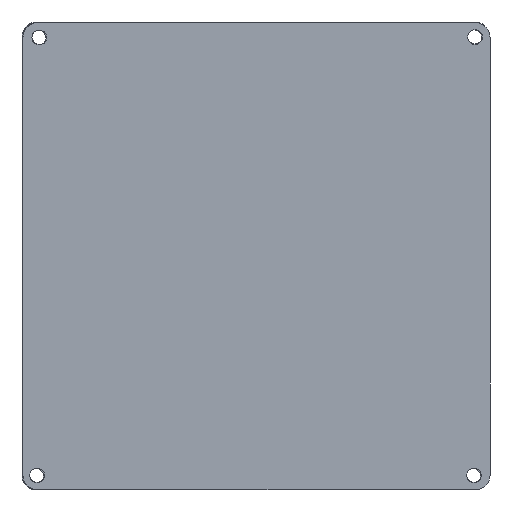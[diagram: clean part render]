
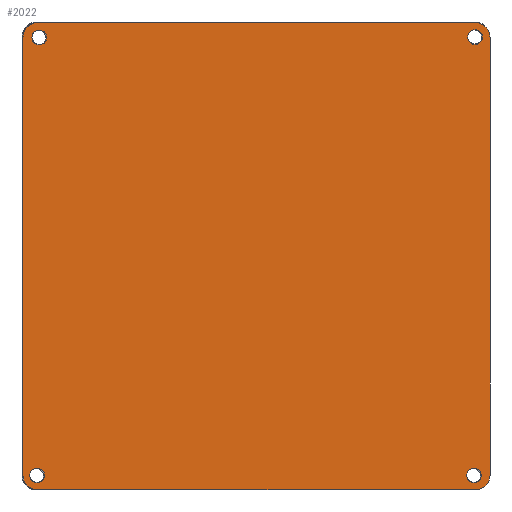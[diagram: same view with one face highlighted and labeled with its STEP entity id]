
A CAD part, left-side view. The second image highlights one B-rep face of the part: STEP entity #2022.
In plain terms, the highlighted planar face has unit normal (-1, 0, 0).
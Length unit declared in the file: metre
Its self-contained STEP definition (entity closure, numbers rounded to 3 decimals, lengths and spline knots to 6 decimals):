
#54=CIRCLE('',#2186,0.001514);
#56=CIRCLE('',#2189,0.001514);
#58=CIRCLE('',#2192,0.001514);
#60=CIRCLE('',#2195,0.001514);
#65=CIRCLE('',#2203,0.003);
#66=CIRCLE('',#2204,0.003);
#67=CIRCLE('',#2205,0.003);
#68=CIRCLE('',#2206,0.003);
#257=ORIENTED_EDGE('',*,*,#736,.F.);
#258=ORIENTED_EDGE('',*,*,#734,.T.);
#259=ORIENTED_EDGE('',*,*,#732,.F.);
#260=ORIENTED_EDGE('',*,*,#730,.T.);
#261=ORIENTED_EDGE('',*,*,#723,.F.);
#262=ORIENTED_EDGE('',*,*,#745,.T.);
#263=ORIENTED_EDGE('',*,*,#717,.F.);
#264=ORIENTED_EDGE('',*,*,#746,.T.);
#265=ORIENTED_EDGE('',*,*,#737,.F.);
#266=ORIENTED_EDGE('',*,*,#747,.T.);
#267=ORIENTED_EDGE('',*,*,#725,.F.);
#268=ORIENTED_EDGE('',*,*,#748,.T.);
#717=EDGE_CURVE('',#977,#978,#1169,.T.);
#723=EDGE_CURVE('',#983,#984,#1175,.T.);
#725=EDGE_CURVE('',#985,#986,#1177,.T.);
#730=EDGE_CURVE('',#990,#990,#54,.T.);
#732=EDGE_CURVE('',#992,#992,#56,.T.);
#734=EDGE_CURVE('',#994,#994,#58,.T.);
#736=EDGE_CURVE('',#996,#996,#60,.T.);
#737=EDGE_CURVE('',#997,#998,#1181,.T.);
#745=EDGE_CURVE('',#983,#978,#65,.F.);
#746=EDGE_CURVE('',#977,#998,#66,.F.);
#747=EDGE_CURVE('',#997,#986,#67,.F.);
#748=EDGE_CURVE('',#985,#984,#68,.F.);
#977=VERTEX_POINT('',#2956);
#978=VERTEX_POINT('',#2957);
#983=VERTEX_POINT('',#2968);
#984=VERTEX_POINT('',#2970);
#985=VERTEX_POINT('',#2974);
#986=VERTEX_POINT('',#2975);
#990=VERTEX_POINT('',#2985);
#992=VERTEX_POINT('',#2990);
#994=VERTEX_POINT('',#2995);
#996=VERTEX_POINT('',#3000);
#997=VERTEX_POINT('',#3003);
#998=VERTEX_POINT('',#3004);
#1169=LINE('',#2955,#1397);
#1175=LINE('',#2969,#1403);
#1177=LINE('',#2973,#1405);
#1181=LINE('',#3002,#1409);
#1397=VECTOR('',#2418,1.);
#1403=VECTOR('',#2426,1.);
#1405=VECTOR('',#2430,1.);
#1409=VECTOR('',#2460,1.);
#1636=EDGE_LOOP('',(#257));
#1637=EDGE_LOOP('',(#258));
#1638=EDGE_LOOP('',(#259));
#1639=EDGE_LOOP('',(#260));
#1640=EDGE_LOOP('',(#261,#262,#263,#264,#265,#266,#267,#268));
#1800=FACE_BOUND('',#1636,.T.);
#1801=FACE_BOUND('',#1637,.T.);
#1802=FACE_BOUND('',#1638,.T.);
#1803=FACE_BOUND('',#1639,.T.);
#1804=FACE_BOUND('',#1640,.T.);
#1932=PLANE('',#2202);
#2022=ADVANCED_FACE('',(#1800,#1801,#1802,#1803,#1804),#1932,.F.);
#2186=AXIS2_PLACEMENT_3D('',#2984,#2438,#2439);
#2189=AXIS2_PLACEMENT_3D('',#2989,#2444,#2445);
#2192=AXIS2_PLACEMENT_3D('',#2994,#2450,#2451);
#2195=AXIS2_PLACEMENT_3D('',#2999,#2456,#2457);
#2202=AXIS2_PLACEMENT_3D('',#3015,#2474,#2475);
#2203=AXIS2_PLACEMENT_3D('',#3016,#2476,#2477);
#2204=AXIS2_PLACEMENT_3D('',#3017,#2478,#2479);
#2205=AXIS2_PLACEMENT_3D('',#3018,#2480,#2481);
#2206=AXIS2_PLACEMENT_3D('',#3019,#2482,#2483);
#2418=DIRECTION('',(0.,0.,-1.));
#2426=DIRECTION('',(0.,1.,0.));
#2430=DIRECTION('',(0.,0.,1.));
#2438=DIRECTION('',(1.,0.,0.));
#2439=DIRECTION('',(0.,0.,-1.));
#2444=DIRECTION('',(-1.,0.,0.));
#2445=DIRECTION('',(0.,0.,-1.));
#2450=DIRECTION('',(1.,0.,0.));
#2451=DIRECTION('',(0.,0.,-1.));
#2456=DIRECTION('',(-1.,0.,0.));
#2457=DIRECTION('',(0.,0.,-1.));
#2460=DIRECTION('',(0.,-1.,0.));
#2474=DIRECTION('',(1.,0.,0.));
#2475=DIRECTION('',(0.,1.,0.));
#2476=DIRECTION('',(1.,0.,0.));
#2477=DIRECTION('',(0.,0.,-1.));
#2478=DIRECTION('',(1.,0.,0.));
#2479=DIRECTION('',(0.,0.,-1.));
#2480=DIRECTION('',(1.,0.,0.));
#2481=DIRECTION('',(0.,0.,-1.));
#2482=DIRECTION('',(1.,0.,0.));
#2483=DIRECTION('',(0.,0.,-1.));
#2955=CARTESIAN_POINT('',(0.,-0.04786,0.000018));
#2956=CARTESIAN_POINT('',(0.,-0.04786,0.044857));
#2957=CARTESIAN_POINT('',(0.,-0.04786,-0.044821));
#2968=CARTESIAN_POINT('',(0.,-0.04486,-0.047821));
#2969=CARTESIAN_POINT('',(0.,-0.000021,-0.047821));
#2970=CARTESIAN_POINT('',(0.,0.044818,-0.047821));
#2973=CARTESIAN_POINT('',(0.,0.047818,0.000018));
#2974=CARTESIAN_POINT('',(0.,0.047818,-0.044821));
#2975=CARTESIAN_POINT('',(0.,0.047818,0.044857));
#2984=CARTESIAN_POINT('',(0.,0.044469,0.044839));
#2985=CARTESIAN_POINT('',(0.,0.044469,0.043326));
#2989=CARTESIAN_POINT('',(0.,0.044921,-0.044882));
#2990=CARTESIAN_POINT('',(0.,0.044921,-0.046396));
#2994=CARTESIAN_POINT('',(0.,-0.044592,-0.044882));
#2995=CARTESIAN_POINT('',(0.,-0.044592,-0.046396));
#2999=CARTESIAN_POINT('',(0.,-0.044801,0.044926));
#3000=CARTESIAN_POINT('',(0.,-0.044801,0.043412));
#3002=CARTESIAN_POINT('',(0.,-0.000021,0.047857));
#3003=CARTESIAN_POINT('',(0.,0.044818,0.047857));
#3004=CARTESIAN_POINT('',(0.,-0.04486,0.047857));
#3015=CARTESIAN_POINT('',(0.,-0.000021,0.000018));
#3016=CARTESIAN_POINT('',(0.,-0.04486,-0.044821));
#3017=CARTESIAN_POINT('',(0.,-0.04486,0.044857));
#3018=CARTESIAN_POINT('',(0.,0.044818,0.044857));
#3019=CARTESIAN_POINT('',(0.,0.044818,-0.044821));
